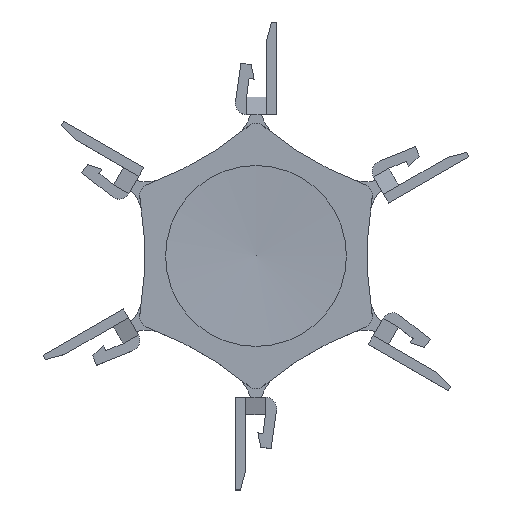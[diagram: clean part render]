
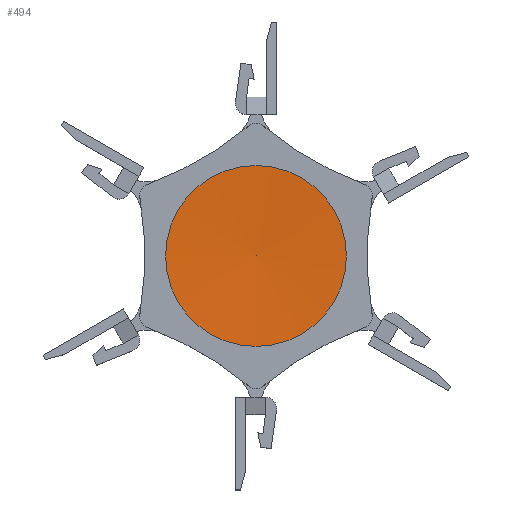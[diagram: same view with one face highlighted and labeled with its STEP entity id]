
A CAD part, top view. The second image highlights one B-rep face of the part: STEP entity #494.
In plain terms, the highlighted spherical face has radius 93.9 mm.
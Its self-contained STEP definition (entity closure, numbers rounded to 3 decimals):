
#494 = ADVANCED_FACE( '', ( #1002 ), #1003, .F. );
#1002 = FACE_OUTER_BOUND( '', #1515, .T. );
#1003 = SPHERICAL_SURFACE( '', #1516, 93.9 );
#1515 = EDGE_LOOP( '', ( #2949 ) );
#1516 = AXIS2_PLACEMENT_3D( '', #2950, #2951, #2952 );
#2949 = ORIENTED_EDGE( '', *, *, #3496, .F. );
#2950 = CARTESIAN_POINT( '', ( 0., 0., 94.35 ) );
#2951 = DIRECTION( '', ( 0., 0., -1. ) );
#2952 = DIRECTION( '', ( 0., 1., 0. ) );
#3496 = EDGE_CURVE( '', #4328, #4328, #4329, .T. );
#4328 = VERTEX_POINT( '', #5439 );
#4329 = CIRCLE( '', #5440, 7.5 );
#5439 = CARTESIAN_POINT( '', ( -7.5, 0., 0.75 ) );
#5440 = AXIS2_PLACEMENT_3D( '', #6186, #6187, #6188 );
#6186 = CARTESIAN_POINT( '', ( 0., 0., 0.75 ) );
#6187 = DIRECTION( '', ( 0., 0., -1. ) );
#6188 = DIRECTION( '', ( -1., 0., 0. ) );
